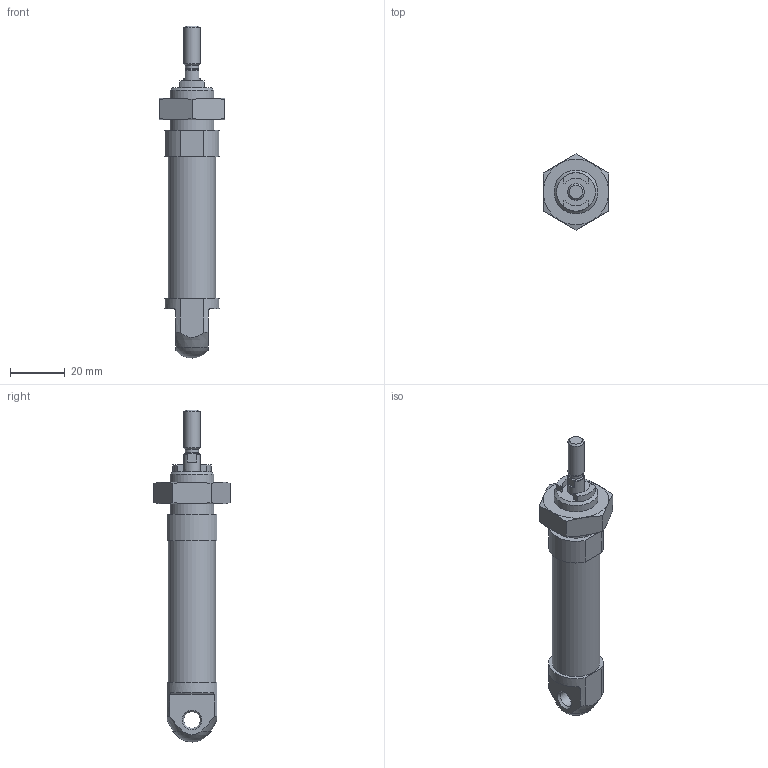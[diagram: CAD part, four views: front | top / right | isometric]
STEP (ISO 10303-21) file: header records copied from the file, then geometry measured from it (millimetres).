
FILE_DESCRIPTION(/* description */ ('STEP AP214'),/* implementation_level */ '2;1');
FILE_NAME(/* name */ '8152549_CRDSNU-16-15-P-A',/* time_stamp */ '2024-08-05T20:39:29+02:00',/* author */ ('License CC BY-ND 4.0'),/* organization */ ('CADENAS'),/* preprocessor_version */ 'ST-DEVELOPER v19.3',/* originating_system */ 'PARTsolutions',/* authorisation */ ' ');
FILE_SCHEMA (('AUTOMOTIVE_DESIGN {1 0 10303 214 3 1 1}'));
Length unit declared in the file: millimetre
Products named in the file (4): 8152549 CRDSNU-16-15-P-A---(0); CRDSNU-16-P-----(15)ZR; CRDSNU 16--0-----0----(15)K; DIN-439-B - M16x1.5(F)
Assembly tree (3 placements, depth 2):
  8152549 CRDSNU-16-15-P-A---(0)
    CRDSNU-16-P-----(15)ZR
    CRDSNU 16--0-----0----(15)K
    DIN-439-B - M16x1.5(F)
Bounding box: 24 x 27.71 x 121 mm (x, y, z)
Volume: 22582.3 mm3; surface area: 12221.6 mm2
Topology: 3 solids, 3 shells, 80 faces, 188 edges, 121 vertices
Faces by surface type: plane 39, cylinder 22, cone 17, sphere 1, torus 1
Full cylindrical faces by diameter (mm): 4.134 x2, 4.8 x1, 6 x4, 14.376 x1, 16 x3, 17.3 x1
Entity records: 2294 total; most frequent: CARTESIAN_POINT 494, DIRECTION 354, ORIENTED_EDGE 308, EDGE_CURVE 154, AXIS2_PLACEMENT_3D 146, FACE_BOUND 122, EDGE_LOOP 120, VERTEX_POINT 116
